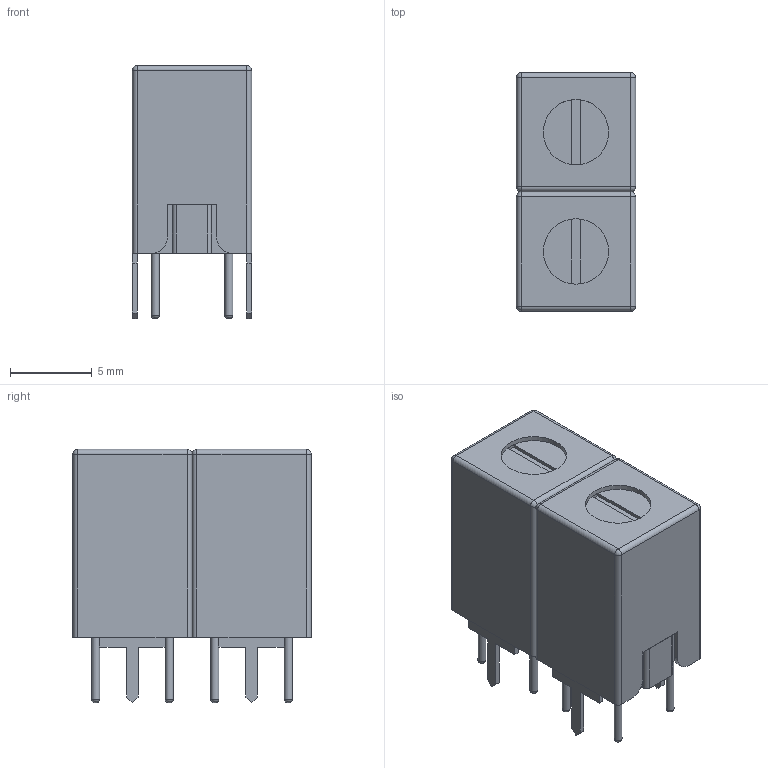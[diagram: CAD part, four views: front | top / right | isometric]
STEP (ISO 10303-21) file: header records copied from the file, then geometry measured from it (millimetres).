
FILE_DESCRIPTION(('FreeCAD Model'),'2;1');
FILE_NAME( '71EX2RM225.stp', '2015-04-19T11:51:26',('FreeCAD'),('FreeCAD'), 'Open CASCADE STEP processor 6.7','FreeCAD','Unknown');
FILE_SCHEMA(('AUTOMOTIVE_DESIGN_CC2 { 1 2 10303 214 -1 1 5 4 }'));
Length unit declared in the file: millimetre
Products named in the file (4): Array001; Array002; Array004; Array005
Bounding box: 7.3 x 14.6 x 15.5 mm (x, y, z)
Volume: 545.6 mm3; surface area: 2354.6 mm2
Topology: 14 solids, 14 shells, 276 faces, 660 edges, 416 vertices
Faces by surface type: plane 196, cylinder 64, sphere 8, revolution 8
Full cylindrical faces by diameter (mm): 0.5 x8, 1 x2, 3 x4, 4 x4, 4.4 x2
Entity records: 17060 total; most frequent: CARTESIAN_POINT 3425, DIRECTION 2548, LINE 1648, VECTOR 1648, ORIENTED_EDGE 1320, PCURVE 1320, DEFINITIONAL_REPRESENTATION 1320, EDGE_CURVE 660
